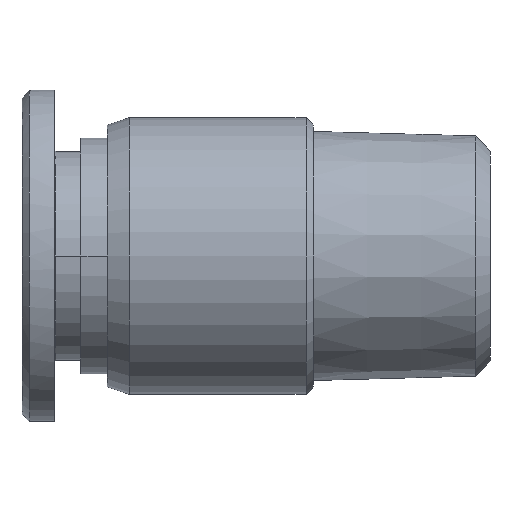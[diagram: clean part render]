
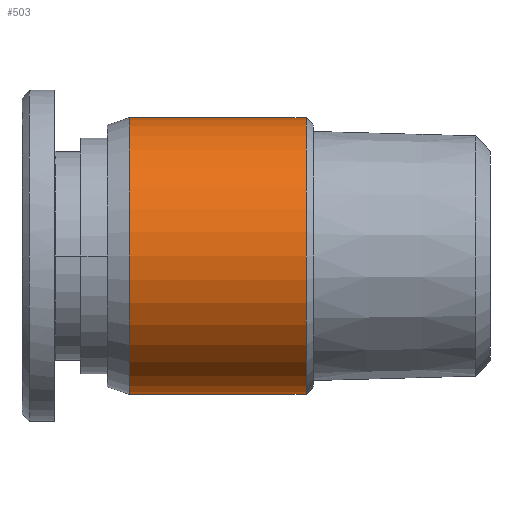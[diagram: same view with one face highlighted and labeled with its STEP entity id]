
A CAD part, front view. The second image highlights one B-rep face of the part: STEP entity #503.
In plain terms, the highlighted cylindrical face has radius 9.4 mm (diameter 18.8 mm), a partial arc.
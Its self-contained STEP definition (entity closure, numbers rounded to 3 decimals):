
#143=CARTESIAN_POINT('',(-14.,0.0,9.4));
#144=VERTEX_POINT('',#143);
#160=CARTESIAN_POINT('',(-14.0,0.,-9.4));
#161=VERTEX_POINT('',#160);
#168=CARTESIAN_POINT('',(-14.0,0.0,0.0));
#169=DIRECTION('',(1.0,0.0,0.0));
#170=DIRECTION('',(0.0,0.0,1.0));
#171=AXIS2_PLACEMENT_3D('',#168,#169,#170);
#172=CIRCLE('',#171,9.4);
#173=EDGE_CURVE('',#144,#161,#172,.T.);
#472=CARTESIAN_POINT('',(-7.75,0.0,0.0));
#473=DIRECTION('',(1.0,0.0,0.0));
#474=DIRECTION('',(0.0,0.0,1.0));
#475=AXIS2_PLACEMENT_3D('',#472,#473,#474);
#476=CYLINDRICAL_SURFACE('',#475,9.4);
#477=CARTESIAN_POINT('',(-2.0,0.,9.4));
#478=VERTEX_POINT('',#477);
#479=CARTESIAN_POINT('',(-14.,0.0,9.4));
#480=DIRECTION('',(1.0,0.0,0.0));
#481=VECTOR('',#480,12.);
#482=LINE('',#479,#481);
#483=EDGE_CURVE('',#144,#478,#482,.T.);
#484=ORIENTED_EDGE('',*,*,#483,.F.);
#485=ORIENTED_EDGE('',*,*,#173,.T.);
#486=CARTESIAN_POINT('',(-2.0,0.,-9.4));
#487=VERTEX_POINT('',#486);
#488=CARTESIAN_POINT('',(-2.0,0.,-9.4));
#489=DIRECTION('',(-1.0,0.0,0.0));
#490=VECTOR('',#489,12.0);
#491=LINE('',#488,#490);
#492=EDGE_CURVE('',#487,#161,#491,.T.);
#493=ORIENTED_EDGE('',*,*,#492,.F.);
#494=CARTESIAN_POINT('',(-2.0,0.0,0.0));
#495=DIRECTION('',(1.0,0.0,0.0));
#496=DIRECTION('',(0.0,0.0,-1.0));
#497=AXIS2_PLACEMENT_3D('',#494,#495,#496);
#498=CIRCLE('',#497,9.4);
#499=EDGE_CURVE('',#478,#487,#498,.T.);
#500=ORIENTED_EDGE('',*,*,#499,.F.);
#501=EDGE_LOOP('',(#484,#485,#493,#500));
#502=FACE_OUTER_BOUND('',#501,.T.);
#503=ADVANCED_FACE('',(#502),#476,.T.);
